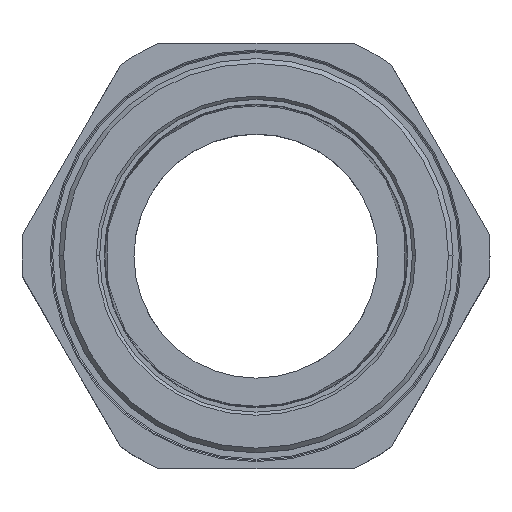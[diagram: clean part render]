
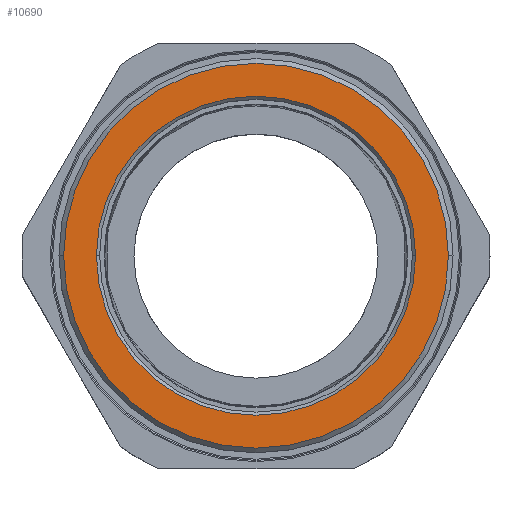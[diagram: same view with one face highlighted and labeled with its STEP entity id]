
A CAD part, top view. The second image highlights one B-rep face of the part: STEP entity #10690.
In plain terms, the highlighted planar face has unit normal (0, 0, 1).
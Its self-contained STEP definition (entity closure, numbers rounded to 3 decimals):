
#370 = CIRCLE ( 'NONE', #9969, 25.5 ) ;
#499 = FACE_BOUND ( 'NONE', #811, .T. ) ;
#647 = DIRECTION ( 'NONE',  ( -1., 0., 0. ) ) ;
#768 = DIRECTION ( 'NONE',  ( -1., 0., 0. ) ) ;
#811 = EDGE_LOOP ( 'NONE', ( #4952, #13271 ) ) ;
#851 = DIRECTION ( 'NONE',  ( 1., 0., 0. ) ) ;
#1655 = AXIS2_PLACEMENT_3D ( 'NONE', #11512, #9294, #10450 ) ;
#1799 = CARTESIAN_POINT ( 'NONE',  ( 0., 0., 36. ) ) ;
#2248 = VERTEX_POINT ( 'NONE', #12067 ) ;
#2903 = EDGE_CURVE ( 'NONE', #2248, #6454, #370, .T. ) ;
#3331 = CARTESIAN_POINT ( 'NONE',  ( -30.75, 0., 36. ) ) ;
#3545 = DIRECTION ( 'NONE',  ( 0., 0., -1. ) ) ;
#4045 = VERTEX_POINT ( 'NONE', #3331 ) ;
#4225 = AXIS2_PLACEMENT_3D ( 'NONE', #1799, #6254, #768 ) ;
#4310 = AXIS2_PLACEMENT_3D ( 'NONE', #5853, #3545, #11436 ) ;
#4480 = CIRCLE ( 'NONE', #4225, 30.75 ) ;
#4944 = DIRECTION ( 'NONE',  ( 0., 0., -1. ) ) ;
#4952 = ORIENTED_EDGE ( 'NONE', *, *, #2903, .T. ) ;
#5853 = CARTESIAN_POINT ( 'NONE',  ( 0., 0., 36. ) ) ;
#6036 = ORIENTED_EDGE ( 'NONE', *, *, #9658, .F. ) ;
#6089 = CARTESIAN_POINT ( 'NONE',  ( 0., 0., 36. ) ) ;
#6254 = DIRECTION ( 'NONE',  ( 0., 0., -1. ) ) ;
#6390 = CARTESIAN_POINT ( 'NONE',  ( 0., 0., 36. ) ) ;
#6454 = VERTEX_POINT ( 'NONE', #11966 ) ;
#6580 = EDGE_CURVE ( 'NONE', #6454, #2248, #9230, .T. ) ;
#7590 = FACE_OUTER_BOUND ( 'NONE', #12653, .T. ) ;
#8031 = CARTESIAN_POINT ( 'NONE',  ( 30.75, 0., 36. ) ) ;
#8632 = ORIENTED_EDGE ( 'NONE', *, *, #14160, .F. ) ;
#9230 = CIRCLE ( 'NONE', #4310, 25.5 ) ;
#9284 = CIRCLE ( 'NONE', #12536, 30.75 ) ;
#9294 = DIRECTION ( 'NONE',  ( 0., 0., 1. ) ) ;
#9658 = EDGE_CURVE ( 'NONE', #10602, #4045, #4480, .T. ) ;
#9969 = AXIS2_PLACEMENT_3D ( 'NONE', #6390, #11609, #851 ) ;
#10450 = DIRECTION ( 'NONE',  ( 1., 0., 0. ) ) ;
#10602 = VERTEX_POINT ( 'NONE', #8031 ) ;
#10690 = ADVANCED_FACE ( 'NONE', ( #499, #7590 ), #12631, .T. ) ;
#11436 = DIRECTION ( 'NONE',  ( 1., 0., 0. ) ) ;
#11512 = CARTESIAN_POINT ( 'NONE',  ( 0., 0., 36. ) ) ;
#11609 = DIRECTION ( 'NONE',  ( 0., 0., -1. ) ) ;
#11966 = CARTESIAN_POINT ( 'NONE',  ( -25.5, 0., 36. ) ) ;
#12067 = CARTESIAN_POINT ( 'NONE',  ( 25.5, 0., 36. ) ) ;
#12536 = AXIS2_PLACEMENT_3D ( 'NONE', #6089, #4944, #647 ) ;
#12631 = PLANE ( 'NONE',  #1655 ) ;
#12653 = EDGE_LOOP ( 'NONE', ( #8632, #6036 ) ) ;
#13271 = ORIENTED_EDGE ( 'NONE', *, *, #6580, .T. ) ;
#14160 = EDGE_CURVE ( 'NONE', #4045, #10602, #9284, .T. ) ;
